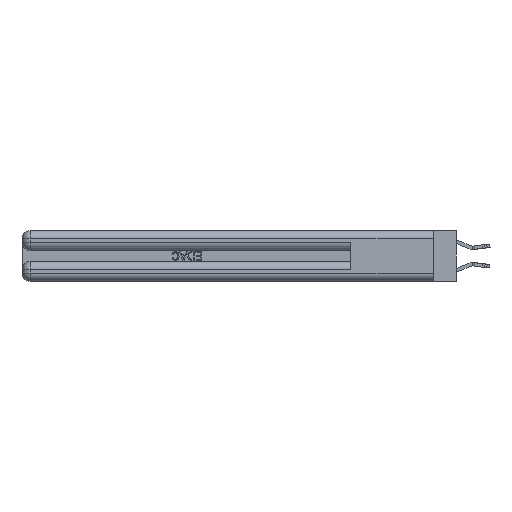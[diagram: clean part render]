
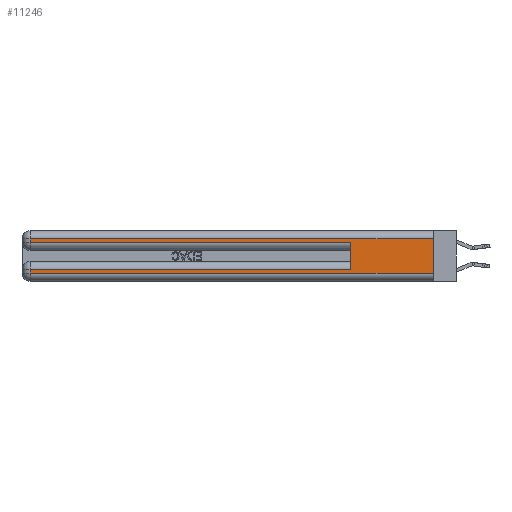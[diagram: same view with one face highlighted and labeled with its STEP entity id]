
A CAD part, left-side view. The second image highlights one B-rep face of the part: STEP entity #11246.
In plain terms, the highlighted planar face has unit normal (-1, 0, 0).
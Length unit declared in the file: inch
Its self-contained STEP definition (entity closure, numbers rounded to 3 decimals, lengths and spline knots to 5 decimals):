
#363 = VECTOR ( 'NONE', #8103, 39.37008 ) ;
#455 = VERTEX_POINT ( 'NONE', #30583 ) ;
#934 = ORIENTED_EDGE ( 'NONE', *, *, #3120, .T. ) ;
#1221 = CARTESIAN_POINT ( 'NONE',  ( 0., 2.94, 0.37 ) ) ;
#1250 = EDGE_CURVE ( 'NONE', #10647, #26166, #22006, .T. ) ;
#1282 = DIRECTION ( 'NONE',  ( 0., 1., 0. ) ) ;
#1863 = VERTEX_POINT ( 'NONE', #5666 ) ;
#2944 = LINE ( 'NONE', #26688, #9408 ) ;
#3120 = EDGE_CURVE ( 'NONE', #1863, #17461, #7720, .T. ) ;
#3273 = VECTOR ( 'NONE', #14988, 39.37008 ) ;
#4604 = EDGE_CURVE ( 'NONE', #17461, #455, #17949, .T. ) ;
#4836 = ORIENTED_EDGE ( 'NONE', *, *, #1250, .T. ) ;
#5229 = DIRECTION ( 'NONE',  ( 0., 0., -1. ) ) ;
#5666 = CARTESIAN_POINT ( 'NONE',  ( 0., 0.6, 0.085 ) ) ;
#5684 = CARTESIAN_POINT ( 'NONE',  ( 0., 0., 0.06 ) ) ;
#6040 = FACE_OUTER_BOUND ( 'NONE', #11378, .T. ) ;
#6152 = PLANE ( 'NONE',  #25846 ) ;
#6394 = LINE ( 'NONE', #31867, #19286 ) ;
#7720 = LINE ( 'NONE', #19041, #363 ) ;
#8103 = DIRECTION ( 'NONE',  ( 0., 1., 0. ) ) ;
#8716 = CARTESIAN_POINT ( 'NONE',  ( 0., 2.94, 0.085 ) ) ;
#8876 = LINE ( 'NONE', #22939, #16214 ) ;
#8911 = VECTOR ( 'NONE', #23458, 39.37008 ) ;
#9408 = VECTOR ( 'NONE', #12959, 39.37008 ) ;
#9830 = DIRECTION ( 'NONE',  ( 0., 0., -1. ) ) ;
#10647 = VERTEX_POINT ( 'NONE', #23125 ) ;
#11246 = ADVANCED_FACE ( 'NONE', ( #6040 ), #6152, .F. ) ;
#11299 = ORIENTED_EDGE ( 'NONE', *, *, #34023, .T. ) ;
#11378 = EDGE_LOOP ( 'NONE', ( #23341, #11299, #4836, #13007, #29392, #934, #16489, #31130 ) ) ;
#11670 = CARTESIAN_POINT ( 'NONE',  ( 0., 0., 0.37 ) ) ;
#12328 = CARTESIAN_POINT ( 'NONE',  ( 0., 0.6, 0.285 ) ) ;
#12508 = CARTESIAN_POINT ( 'NONE',  ( 0., 0.6, 0.145 ) ) ;
#12959 = DIRECTION ( 'NONE',  ( 0., -1., 0. ) ) ;
#13007 = ORIENTED_EDGE ( 'NONE', *, *, #25966, .T. ) ;
#13507 = CARTESIAN_POINT ( 'NONE',  ( 0., 2.94, 0.37 ) ) ;
#13769 = LINE ( 'NONE', #23343, #27556 ) ;
#14437 = DIRECTION ( 'NONE',  ( 0., 0., -1. ) ) ;
#14912 = EDGE_CURVE ( 'NONE', #25227, #31629, #6394, .T. ) ;
#14988 = DIRECTION ( 'NONE',  ( 0., 0., -1. ) ) ;
#16214 = VECTOR ( 'NONE', #17442, 39.37008 ) ;
#16247 = LINE ( 'NONE', #12508, #8911 ) ;
#16489 = ORIENTED_EDGE ( 'NONE', *, *, #4604, .T. ) ;
#17442 = DIRECTION ( 'NONE',  ( 0., -1., 0. ) ) ;
#17461 = VERTEX_POINT ( 'NONE', #8716 ) ;
#17949 = LINE ( 'NONE', #1221, #3273 ) ;
#18251 = CARTESIAN_POINT ( 'NONE',  ( 0., 2.94, 0.285 ) ) ;
#19041 = CARTESIAN_POINT ( 'NONE',  ( 0., 0., 0.085 ) ) ;
#19286 = VECTOR ( 'NONE', #9830, 39.37008 ) ;
#22006 = LINE ( 'NONE', #13507, #34935 ) ;
#22939 = CARTESIAN_POINT ( 'NONE',  ( 0., 0., 0.285 ) ) ;
#23125 = CARTESIAN_POINT ( 'NONE',  ( 0., 2.94, 0.31 ) ) ;
#23341 = ORIENTED_EDGE ( 'NONE', *, *, #14912, .F. ) ;
#23343 = CARTESIAN_POINT ( 'NONE',  ( 0., 0., 0.31 ) ) ;
#23458 = DIRECTION ( 'NONE',  ( 0., 0., 1. ) ) ;
#24180 = VERTEX_POINT ( 'NONE', #12328 ) ;
#25227 = VERTEX_POINT ( 'NONE', #30447 ) ;
#25445 = EDGE_CURVE ( 'NONE', #1863, #24180, #16247, .T. ) ;
#25846 = AXIS2_PLACEMENT_3D ( 'NONE', #11670, #30936, #14437 ) ;
#25966 = EDGE_CURVE ( 'NONE', #26166, #24180, #8876, .T. ) ;
#26166 = VERTEX_POINT ( 'NONE', #18251 ) ;
#26688 = CARTESIAN_POINT ( 'NONE',  ( 0., 0., 0.06 ) ) ;
#27556 = VECTOR ( 'NONE', #1282, 39.37008 ) ;
#29392 = ORIENTED_EDGE ( 'NONE', *, *, #25445, .F. ) ;
#30447 = CARTESIAN_POINT ( 'NONE',  ( 0., 0., 0.31 ) ) ;
#30583 = CARTESIAN_POINT ( 'NONE',  ( 0., 2.94, 0.06 ) ) ;
#30936 = DIRECTION ( 'NONE',  ( 1., 0., 0. ) ) ;
#31130 = ORIENTED_EDGE ( 'NONE', *, *, #34629, .T. ) ;
#31629 = VERTEX_POINT ( 'NONE', #5684 ) ;
#31867 = CARTESIAN_POINT ( 'NONE',  ( 0., 0., 0.37 ) ) ;
#34023 = EDGE_CURVE ( 'NONE', #25227, #10647, #13769, .T. ) ;
#34629 = EDGE_CURVE ( 'NONE', #455, #31629, #2944, .T. ) ;
#34935 = VECTOR ( 'NONE', #5229, 39.37008 ) ;
